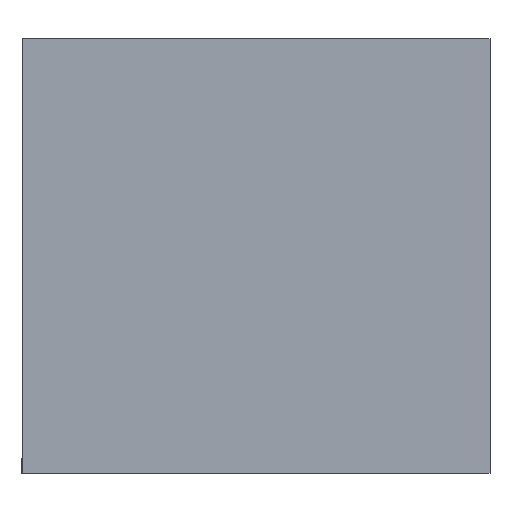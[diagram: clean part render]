
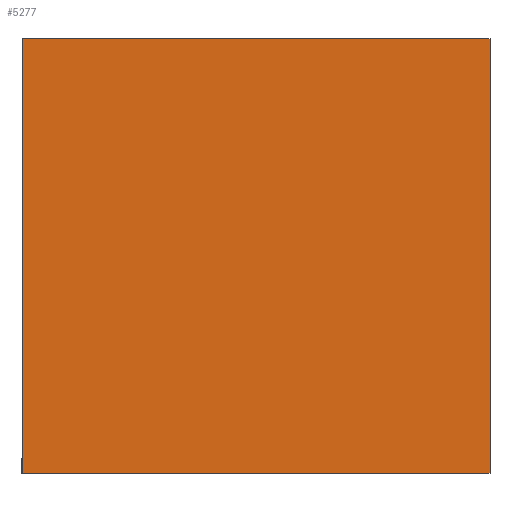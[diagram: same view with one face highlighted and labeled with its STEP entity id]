
A CAD part, left-side view. The second image highlights one B-rep face of the part: STEP entity #5277.
In plain terms, the highlighted planar face has unit normal (-1, 0, 0).
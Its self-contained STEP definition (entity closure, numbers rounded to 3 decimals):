
#121 = LINE ( 'NONE', #3893, #1664 ) ;
#211 = VECTOR ( 'NONE', #4774, 1000. ) ;
#384 = LINE ( 'NONE', #4797, #2577 ) ;
#560 = ORIENTED_EDGE ( 'NONE', *, *, #5727, .F. ) ;
#660 = EDGE_CURVE ( 'NONE', #3696, #1192, #121, .T. ) ;
#746 = AXIS2_PLACEMENT_3D ( 'NONE', #4455, #4896, #4858 ) ;
#1192 = VERTEX_POINT ( 'NONE', #5164 ) ;
#1263 = DIRECTION ( 'NONE',  ( 0., -1., 0. ) ) ;
#1415 = FACE_OUTER_BOUND ( 'NONE', #4262, .T. ) ;
#1487 = ORIENTED_EDGE ( 'NONE', *, *, #3970, .T. ) ;
#1664 = VECTOR ( 'NONE', #2967, 1000. ) ;
#2577 = VECTOR ( 'NONE', #4264, 1000. ) ;
#2731 = CARTESIAN_POINT ( 'NONE',  ( -295., 245., 455. ) ) ;
#2967 = DIRECTION ( 'NONE',  ( 0., -1., 0. ) ) ;
#3424 = LINE ( 'NONE', #4918, #4771 ) ;
#3486 = CARTESIAN_POINT ( 'NONE',  ( -295., -245., 455. ) ) ;
#3550 = EDGE_CURVE ( 'NONE', #5612, #3558, #3424, .T. ) ;
#3558 = VERTEX_POINT ( 'NONE', #4961 ) ;
#3695 = CARTESIAN_POINT ( 'NONE',  ( -295., 245., 0. ) ) ;
#3696 = VERTEX_POINT ( 'NONE', #2731 ) ;
#3893 = CARTESIAN_POINT ( 'NONE',  ( -295., -245., 455. ) ) ;
#3970 = EDGE_CURVE ( 'NONE', #3696, #5612, #384, .T. ) ;
#4262 = EDGE_LOOP ( 'NONE', ( #4978, #560, #5306, #1487 ) ) ;
#4264 = DIRECTION ( 'NONE',  ( 0., 0., -1. ) ) ;
#4455 = CARTESIAN_POINT ( 'NONE',  ( -295., -245., 455. ) ) ;
#4736 = LINE ( 'NONE', #3486, #211 ) ;
#4771 = VECTOR ( 'NONE', #1263, 1000. ) ;
#4774 = DIRECTION ( 'NONE',  ( 0., 0., -1. ) ) ;
#4797 = CARTESIAN_POINT ( 'NONE',  ( -295., 245., 455. ) ) ;
#4858 = DIRECTION ( 'NONE',  ( 0., 1., 0. ) ) ;
#4896 = DIRECTION ( 'NONE',  ( 1., 0., 0. ) ) ;
#4918 = CARTESIAN_POINT ( 'NONE',  ( -295., -245., 0. ) ) ;
#4961 = CARTESIAN_POINT ( 'NONE',  ( -295., -245., 0. ) ) ;
#4978 = ORIENTED_EDGE ( 'NONE', *, *, #3550, .T. ) ;
#5164 = CARTESIAN_POINT ( 'NONE',  ( -295., -245., 455. ) ) ;
#5277 = ADVANCED_FACE ( 'NONE', ( #1415 ), #5780, .F. ) ;
#5306 = ORIENTED_EDGE ( 'NONE', *, *, #660, .F. ) ;
#5612 = VERTEX_POINT ( 'NONE', #3695 ) ;
#5727 = EDGE_CURVE ( 'NONE', #1192, #3558, #4736, .T. ) ;
#5780 = PLANE ( 'NONE',  #746 ) ;
